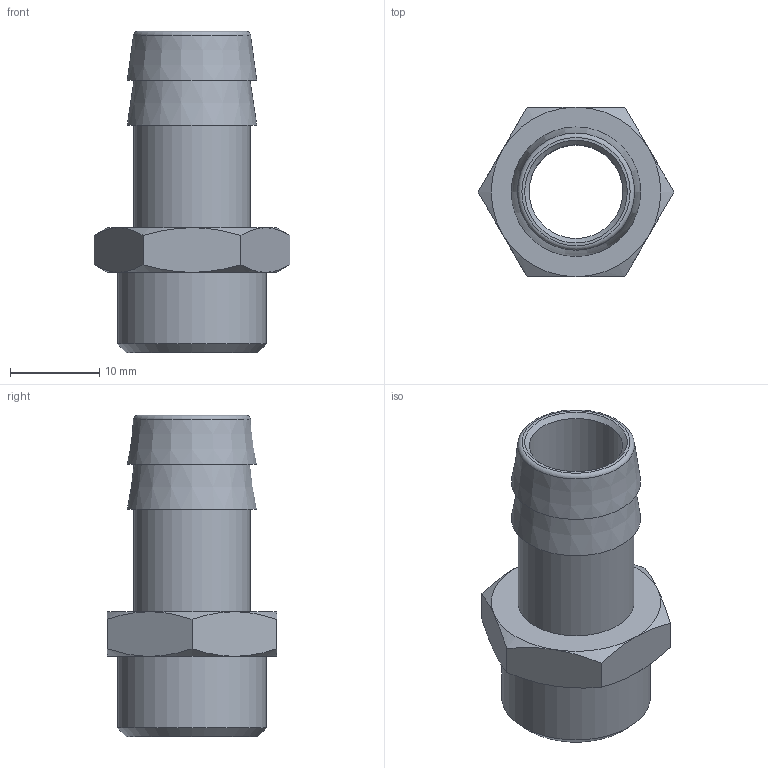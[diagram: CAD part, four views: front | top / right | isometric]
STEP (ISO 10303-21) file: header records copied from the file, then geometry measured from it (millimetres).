
FILE_DESCRIPTION(( 'RA.30.14.38.STP' ), '1');
FILE_NAME( 'RA.30.14.38.STP', '2018-11-09T15:47:21',( 'Sopra'),('sopra-pneumatic.com'), 'SwSTEP 2.0','SolidWorks 2009','' );
FILE_SCHEMA (('AUTOMOTIVE_DESIGN { 1 0 10303 214 1 1 1 1 }'));
Length unit declared in the file: millimetre
Products named in the file (2): Root; ROTATIONSTEIL_0
Assembly tree (1 placements, depth 2):
  Root
    ROTATIONSTEIL_0
Bounding box: 21.94 x 19 x 36 mm (x, y, z)
Volume: 3432.1 mm3; surface area: 3337.4 mm2
Topology: 1 solids, 1 shells, 33 faces, 71 edges, 44 vertices
Faces by surface type: cone 17, plane 12, cylinder 3, torus 1
Full cylindrical faces by diameter (mm): 10.5 x1, 13 x1, 16.662 x1
Entity records: 1416 total; most frequent: DIRECTION 176, CARTESIAN_POINT 129, PRESENTATION_STYLE_ASSIGNMENT 113, COLOUR_RGB 113, DRAUGHTING_PRE_DEFINED_CURVE_FONT 112, CURVE_STYLE 112, OVER_RIDING_STYLED_ITEM 112, ORIENTED_EDGE 112
